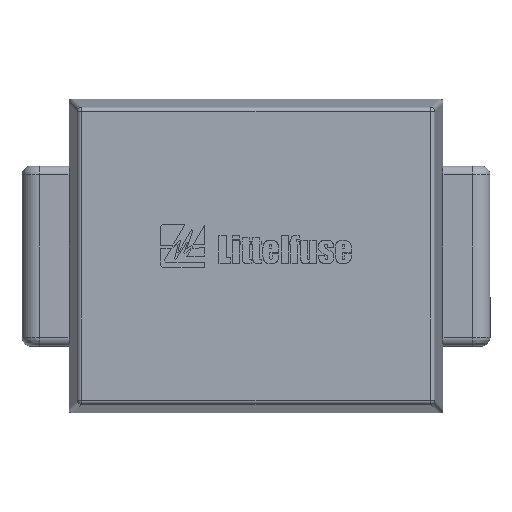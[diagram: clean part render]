
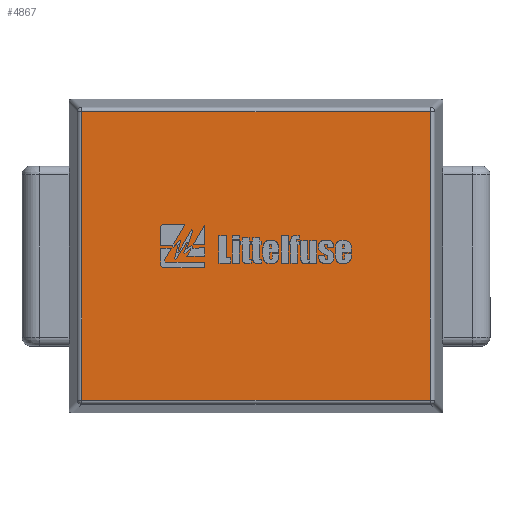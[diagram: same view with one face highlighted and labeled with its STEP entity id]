
A CAD part, top view. The second image highlights one B-rep face of the part: STEP entity #4867.
In plain terms, the highlighted planar face has unit normal (0, 0, 1).
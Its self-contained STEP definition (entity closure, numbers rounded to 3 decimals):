
#155=PLANE('',#5306);
#358=LINE('',#6950,#893);
#362=LINE('',#6984,#897);
#366=LINE('',#7004,#901);
#370=LINE('',#7024,#905);
#893=VECTOR('',#5694,10.);
#897=VECTOR('',#5722,10.);
#901=VECTOR('',#5734,10.);
#905=VECTOR('',#5746,10.);
#1478=FACE_OUTER_BOUND('',#1767,.T.);
#1767=EDGE_LOOP('',(#3539,#3540,#3541,#3542));
#2222=VERTEX_POINT('',#6935);
#2225=VERTEX_POINT('',#6942);
#2232=VERTEX_POINT('',#6969);
#2235=VERTEX_POINT('',#6976);
#2710=EDGE_CURVE('',#2225,#2222,#358,.T.);
#2723=EDGE_CURVE('',#2235,#2225,#362,.T.);
#2730=EDGE_CURVE('',#2232,#2235,#366,.T.);
#2737=EDGE_CURVE('',#2222,#2232,#370,.T.);
#3539=ORIENTED_EDGE('',*,*,#2710,.F.);
#3540=ORIENTED_EDGE('',*,*,#2723,.F.);
#3541=ORIENTED_EDGE('',*,*,#2730,.F.);
#3542=ORIENTED_EDGE('',*,*,#2737,.F.);
#4867=ADVANCED_FACE('',(#1478),#155,.T.);
#5306=AXIS2_PLACEMENT_3D('',#7065,#5786,#5787);
#5694=DIRECTION('',(1.,0.,0.));
#5722=DIRECTION('',(0.,1.,0.));
#5734=DIRECTION('',(-1.,0.,0.));
#5746=DIRECTION('',(0.,-1.,0.));
#5786=DIRECTION('center_axis',(0.,0.,1.));
#5787=DIRECTION('ref_axis',(1.,0.,0.));
#6935=CARTESIAN_POINT('',(2.013,1.665,2.237));
#6942=CARTESIAN_POINT('',(-2.013,1.665,2.237));
#6950=CARTESIAN_POINT('',(0.539,1.665,2.237));
#6969=CARTESIAN_POINT('',(2.013,-1.665,2.237));
#6976=CARTESIAN_POINT('',(-2.013,-1.665,2.237));
#6984=CARTESIAN_POINT('',(-2.013,0.453,2.237));
#7004=CARTESIAN_POINT('',(-0.539,-1.665,2.237));
#7024=CARTESIAN_POINT('',(2.013,-0.453,2.237));
#7065=CARTESIAN_POINT('Origin',(0.,0.,
2.237));
